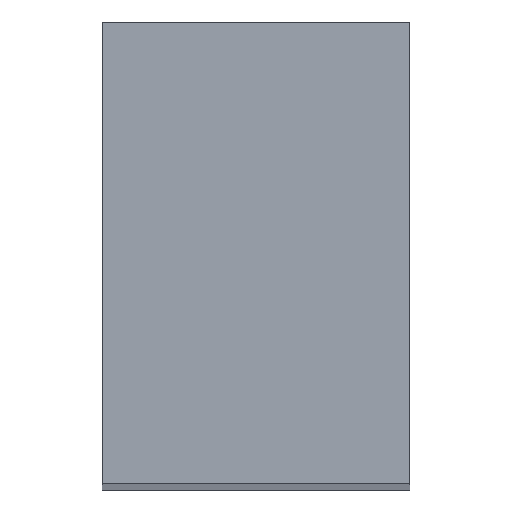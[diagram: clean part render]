
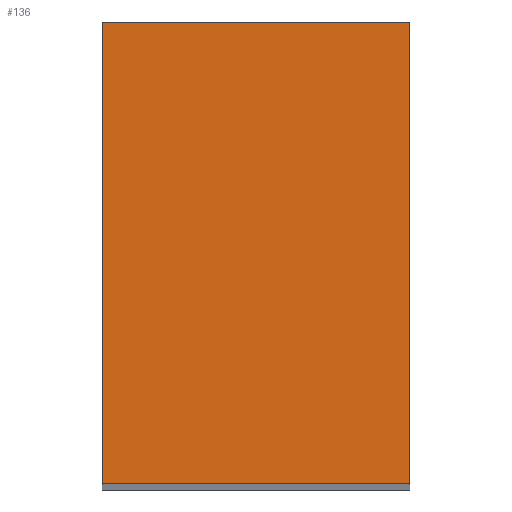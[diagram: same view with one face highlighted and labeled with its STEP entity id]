
A CAD part, top view. The second image highlights one B-rep face of the part: STEP entity #136.
In plain terms, the highlighted planar face has unit normal (0, 0, 1).
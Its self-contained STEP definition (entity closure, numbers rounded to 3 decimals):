
#38=DIRECTION('',(0.,-1.,0.));
#39=VECTOR('',#38,12.);
#40=CARTESIAN_POINT('',(-4.,6.,100.));
#41=LINE('',#40,#39);
#42=DIRECTION('',(-1.,0.,0.));
#43=VECTOR('',#42,8.);
#44=CARTESIAN_POINT('',(4.,6.,100.));
#45=LINE('',#44,#43);
#46=DIRECTION('',(0.,1.,0.));
#47=VECTOR('',#46,12.);
#48=CARTESIAN_POINT('',(4.,-6.,100.));
#49=LINE('',#48,#47);
#50=DIRECTION('',(1.,0.,0.));
#51=VECTOR('',#50,8.);
#52=CARTESIAN_POINT('',(-4.,-6.,100.));
#53=LINE('',#52,#51);
#70=CARTESIAN_POINT('',(-4.,6.,100.));
#71=CARTESIAN_POINT('',(-4.,-6.,100.));
#72=VERTEX_POINT('',#70);
#73=VERTEX_POINT('',#71);
#74=CARTESIAN_POINT('',(4.,-6.,100.));
#75=VERTEX_POINT('',#74);
#76=CARTESIAN_POINT('',(4.,6.,100.));
#77=VERTEX_POINT('',#76);
#123=CARTESIAN_POINT('',(0.,0.,100.));
#124=DIRECTION('',(0.,0.,1.));
#125=DIRECTION('',(1.,0.,0.));
#126=AXIS2_PLACEMENT_3D('',#123,#124,#125);
#127=PLANE('',#126);
#128=ORIENTED_EDGE('',*,*,#87,.F.);
#130=ORIENTED_EDGE('',*,*,#129,.F.);
#132=ORIENTED_EDGE('',*,*,#131,.F.);
#133=ORIENTED_EDGE('',*,*,#116,.F.);
#134=EDGE_LOOP('',(#128,#130,#132,#133));
#135=FACE_OUTER_BOUND('',#134,.F.);
#87=EDGE_CURVE('',#72,#73,#41,.T.);
#116=EDGE_CURVE('',#73,#75,#53,.T.);
#129=EDGE_CURVE('',#77,#72,#45,.T.);
#131=EDGE_CURVE('',#75,#77,#49,.T.);
#136=ADVANCED_FACE('',(#135),#127,.T.);
